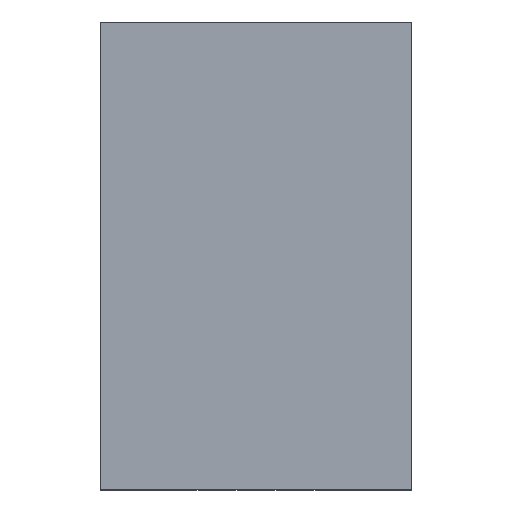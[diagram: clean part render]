
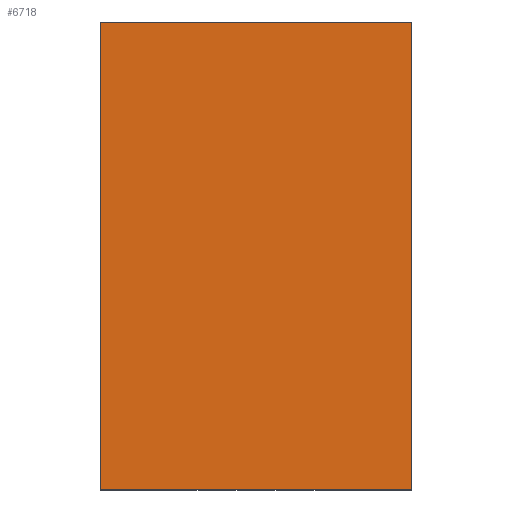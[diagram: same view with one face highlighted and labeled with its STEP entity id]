
A CAD part, top view. The second image highlights one B-rep face of the part: STEP entity #6718.
In plain terms, the highlighted face is planar.
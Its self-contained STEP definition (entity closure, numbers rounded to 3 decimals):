
#1881=DIRECTION('',(0.,0.,1.));
#1882=VECTOR('',#1881,6.);
#1883=CARTESIAN_POINT('',(-2.,0.775,-3.));
#1884=LINE('',#1883,#1882);
#1888=DIRECTION('',(-1.,0.,0.));
#1889=VECTOR('',#1888,4.);
#1890=CARTESIAN_POINT('',(2.,0.775,-3.));
#1891=LINE('',#1890,#1889);
#1895=DIRECTION('',(0.,0.,-1.));
#1896=VECTOR('',#1895,6.);
#1897=CARTESIAN_POINT('',(2.,0.775,3.));
#1898=LINE('',#1897,#1896);
#1902=DIRECTION('',(1.,0.,0.));
#1903=VECTOR('',#1902,4.);
#1904=CARTESIAN_POINT('',(-2.,0.775,3.));
#1905=LINE('',#1904,#1903);
#4228=CARTESIAN_POINT('',(-2.,0.775,-3.));
#4229=CARTESIAN_POINT('',(-2.,0.775,3.));
#4230=VERTEX_POINT('',#4228);
#4231=VERTEX_POINT('',#4229);
#4232=CARTESIAN_POINT('',(2.,0.775,3.));
#4233=VERTEX_POINT('',#4232);
#4234=CARTESIAN_POINT('',(2.,0.775,-3.));
#4235=VERTEX_POINT('',#4234);
#6707=CARTESIAN_POINT('',(0.,0.775,0.));
#6708=DIRECTION('',(0.,1.,0.));
#6709=DIRECTION('',(1.,0.,0.));
#6710=AXIS2_PLACEMENT_3D('',#6707,#6708,#6709);
#6711=PLANE('',#6710);
#6712=ORIENTED_EDGE('',*,*,#6450,.F.);
#6713=ORIENTED_EDGE('',*,*,#6541,.F.);
#6714=ORIENTED_EDGE('',*,*,#6583,.F.);
#6715=ORIENTED_EDGE('',*,*,#6673,.F.);
#6716=EDGE_LOOP('',(#6712,#6713,#6714,#6715));
#6717=FACE_OUTER_BOUND('',#6716,.F.);
#6450=EDGE_CURVE('',#4230,#4231,#1884,.T.);
#6541=EDGE_CURVE('',#4235,#4230,#1891,.T.);
#6583=EDGE_CURVE('',#4233,#4235,#1898,.T.);
#6673=EDGE_CURVE('',#4231,#4233,#1905,.T.);
#6718=ADVANCED_FACE('',(#6717),#6711,.T.);
